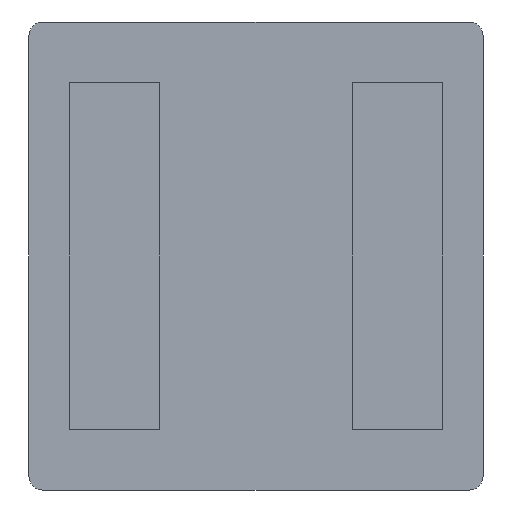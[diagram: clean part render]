
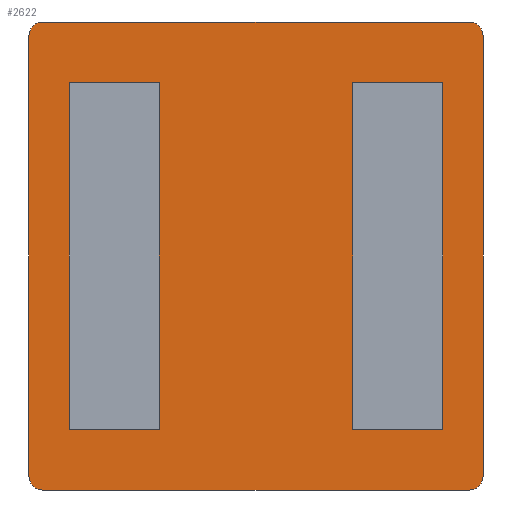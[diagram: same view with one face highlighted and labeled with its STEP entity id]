
A CAD part, front view. The second image highlights one B-rep face of the part: STEP entity #2622.
In plain terms, the highlighted planar face has unit normal (0, -1, 0).
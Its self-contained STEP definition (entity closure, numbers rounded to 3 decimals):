
#1559 = VERTEX_POINT('',#1560);
#1560 = CARTESIAN_POINT('',(-3.08,0.,-3.38));
#1568 = VERTEX_POINT('',#1569);
#1569 = CARTESIAN_POINT('',(3.08,0.,-3.38));
#1575 = EDGE_CURVE('',#1559,#1568,#1576,.T.);
#1576 = LINE('',#1577,#1578);
#1577 = CARTESIAN_POINT('',(-3.28,0.,-3.38));
#1578 = VECTOR('',#1579,1.);
#1579 = DIRECTION('',(1.,0.,0.));
#1589 = EDGE_CURVE('',#1559,#1590,#1592,.T.);
#1590 = VERTEX_POINT('',#1591);
#1591 = CARTESIAN_POINT('',(-3.28,0.,-3.18));
#1592 = CIRCLE('',#1593,0.2);
#1593 = AXIS2_PLACEMENT_3D('',#1594,#1595,#1596);
#1594 = CARTESIAN_POINT('',(-3.08,0.,-3.18));
#1595 = DIRECTION('',(-0.,1.,0.));
#1596 = DIRECTION('',(0.,0.,-1.));
#1615 = EDGE_CURVE('',#1616,#1590,#1618,.T.);
#1616 = VERTEX_POINT('',#1617);
#1617 = CARTESIAN_POINT('',(-3.28,0.,3.18));
#1618 = LINE('',#1619,#1620);
#1619 = CARTESIAN_POINT('',(-3.28,0.,3.38));
#1620 = VECTOR('',#1621,1.);
#1621 = DIRECTION('',(0.,0.,-1.));
#1638 = EDGE_CURVE('',#1616,#1639,#1641,.T.);
#1639 = VERTEX_POINT('',#1640);
#1640 = CARTESIAN_POINT('',(-3.08,0.,3.38));
#1641 = CIRCLE('',#1642,0.2);
#1642 = AXIS2_PLACEMENT_3D('',#1643,#1644,#1645);
#1643 = CARTESIAN_POINT('',(-3.08,0.,3.18));
#1644 = DIRECTION('',(-0.,1.,0.));
#1645 = DIRECTION('',(0.,0.,-1.));
#1664 = VERTEX_POINT('',#1665);
#1665 = CARTESIAN_POINT('',(3.08,0.,3.38));
#1673 = EDGE_CURVE('',#1664,#1639,#1674,.T.);
#1674 = LINE('',#1675,#1676);
#1675 = CARTESIAN_POINT('',(-3.28,0.,3.38));
#1676 = VECTOR('',#1677,1.);
#1677 = DIRECTION('',(-1.,0.,0.));
#1687 = EDGE_CURVE('',#1664,#1688,#1690,.T.);
#1688 = VERTEX_POINT('',#1689);
#1689 = CARTESIAN_POINT('',(3.28,0.,3.18));
#1690 = CIRCLE('',#1691,0.2);
#1691 = AXIS2_PLACEMENT_3D('',#1692,#1693,#1694);
#1692 = CARTESIAN_POINT('',(3.08,0.,3.18));
#1693 = DIRECTION('',(-0.,1.,0.));
#1694 = DIRECTION('',(0.,0.,-1.));
#1713 = VERTEX_POINT('',#1714);
#1714 = CARTESIAN_POINT('',(3.28,0.,-3.18));
#1722 = EDGE_CURVE('',#1713,#1688,#1723,.T.);
#1723 = LINE('',#1724,#1725);
#1724 = CARTESIAN_POINT('',(3.28,0.,3.38));
#1725 = VECTOR('',#1726,1.);
#1726 = DIRECTION('',(0.,0.,1.));
#1736 = EDGE_CURVE('',#1713,#1568,#1737,.T.);
#1737 = CIRCLE('',#1738,0.2);
#1738 = AXIS2_PLACEMENT_3D('',#1739,#1740,#1741);
#1739 = CARTESIAN_POINT('',(3.08,0.,-3.18));
#1740 = DIRECTION('',(-0.,1.,0.));
#1741 = DIRECTION('',(0.,0.,-1.));
#2622 = ADVANCED_FACE('',(#2623,#2657,#2691),#2701,.T.);
#2623 = FACE_BOUND('',#2624,.T.);
#2624 = EDGE_LOOP('',(#2625,#2635,#2643,#2651));
#2625 = ORIENTED_EDGE('',*,*,#2626,.T.);
#2626 = EDGE_CURVE('',#2627,#2629,#2631,.T.);
#2627 = VERTEX_POINT('',#2628);
#2628 = CARTESIAN_POINT('',(-1.395,0.,2.5));
#2629 = VERTEX_POINT('',#2630);
#2630 = CARTESIAN_POINT('',(-1.395,0.,-2.5));
#2631 = LINE('',#2632,#2633);
#2632 = CARTESIAN_POINT('',(-1.395,0.,-3.38));
#2633 = VECTOR('',#2634,1.);
#2634 = DIRECTION('',(0.,0.,-1.));
#2635 = ORIENTED_EDGE('',*,*,#2636,.T.);
#2636 = EDGE_CURVE('',#2629,#2637,#2639,.T.);
#2637 = VERTEX_POINT('',#2638);
#2638 = CARTESIAN_POINT('',(-2.695,0.,-2.5));
#2639 = LINE('',#2640,#2641);
#2640 = CARTESIAN_POINT('',(3.28,0.,-2.5));
#2641 = VECTOR('',#2642,1.);
#2642 = DIRECTION('',(-1.,-0.,-0.));
#2643 = ORIENTED_EDGE('',*,*,#2644,.T.);
#2644 = EDGE_CURVE('',#2637,#2645,#2647,.T.);
#2645 = VERTEX_POINT('',#2646);
#2646 = CARTESIAN_POINT('',(-2.695,0.,2.5));
#2647 = LINE('',#2648,#2649);
#2648 = CARTESIAN_POINT('',(-2.695,0.,-3.38));
#2649 = VECTOR('',#2650,1.);
#2650 = DIRECTION('',(0.,0.,1.));
#2651 = ORIENTED_EDGE('',*,*,#2652,.T.);
#2652 = EDGE_CURVE('',#2645,#2627,#2653,.T.);
#2653 = LINE('',#2654,#2655);
#2654 = CARTESIAN_POINT('',(3.28,0.,2.5));
#2655 = VECTOR('',#2656,1.);
#2656 = DIRECTION('',(1.,0.,0.));
#2657 = FACE_BOUND('',#2658,.T.);
#2658 = EDGE_LOOP('',(#2659,#2669,#2677,#2685));
#2659 = ORIENTED_EDGE('',*,*,#2660,.T.);
#2660 = EDGE_CURVE('',#2661,#2663,#2665,.T.);
#2661 = VERTEX_POINT('',#2662);
#2662 = CARTESIAN_POINT('',(2.695,0.,-2.5));
#2663 = VERTEX_POINT('',#2664);
#2664 = CARTESIAN_POINT('',(1.395,0.,-2.5));
#2665 = LINE('',#2666,#2667);
#2666 = CARTESIAN_POINT('',(3.28,0.,-2.5));
#2667 = VECTOR('',#2668,1.);
#2668 = DIRECTION('',(-1.,-0.,-0.));
#2669 = ORIENTED_EDGE('',*,*,#2670,.T.);
#2670 = EDGE_CURVE('',#2663,#2671,#2673,.T.);
#2671 = VERTEX_POINT('',#2672);
#2672 = CARTESIAN_POINT('',(1.395,0.,2.5));
#2673 = LINE('',#2674,#2675);
#2674 = CARTESIAN_POINT('',(1.395,0.,-3.38));
#2675 = VECTOR('',#2676,1.);
#2676 = DIRECTION('',(0.,0.,1.));
#2677 = ORIENTED_EDGE('',*,*,#2678,.T.);
#2678 = EDGE_CURVE('',#2671,#2679,#2681,.T.);
#2679 = VERTEX_POINT('',#2680);
#2680 = CARTESIAN_POINT('',(2.695,0.,2.5));
#2681 = LINE('',#2682,#2683);
#2682 = CARTESIAN_POINT('',(3.28,0.,2.5));
#2683 = VECTOR('',#2684,1.);
#2684 = DIRECTION('',(1.,0.,0.));
#2685 = ORIENTED_EDGE('',*,*,#2686,.T.);
#2686 = EDGE_CURVE('',#2679,#2661,#2687,.T.);
#2687 = LINE('',#2688,#2689);
#2688 = CARTESIAN_POINT('',(2.695,0.,-3.38));
#2689 = VECTOR('',#2690,1.);
#2690 = DIRECTION('',(0.,0.,-1.));
#2691 = FACE_BOUND('',#2692,.T.);
#2692 = EDGE_LOOP('',(#2693,#2694,#2695,#2696,#2697,#2698,#2699,#2700));
#2693 = ORIENTED_EDGE('',*,*,#1673,.T.);
#2694 = ORIENTED_EDGE('',*,*,#1638,.F.);
#2695 = ORIENTED_EDGE('',*,*,#1615,.T.);
#2696 = ORIENTED_EDGE('',*,*,#1589,.F.);
#2697 = ORIENTED_EDGE('',*,*,#1575,.T.);
#2698 = ORIENTED_EDGE('',*,*,#1736,.F.);
#2699 = ORIENTED_EDGE('',*,*,#1722,.T.);
#2700 = ORIENTED_EDGE('',*,*,#1687,.F.);
#2701 = PLANE('',#2702);
#2702 = AXIS2_PLACEMENT_3D('',#2703,#2704,#2705);
#2703 = CARTESIAN_POINT('',(3.28,0.,-3.38));
#2704 = DIRECTION('',(0.,-1.,0.));
#2705 = DIRECTION('',(0.,0.,-1.));
